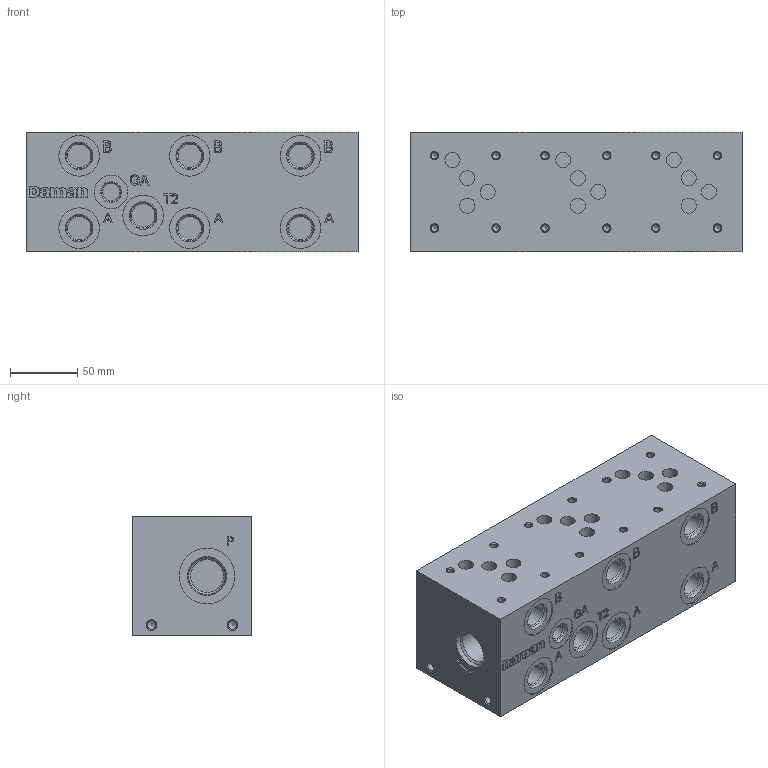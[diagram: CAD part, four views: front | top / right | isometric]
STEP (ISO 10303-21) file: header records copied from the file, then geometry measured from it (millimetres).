
FILE_DESCRIPTION( ( 'STEP AP214' ), ' ' );
FILE_NAME( 'AD05S033S_S.stp', '2018-07-08T22:37:52', ( '' ), ( '' ), ' ', 'PARTsolutions', ' ' );
FILE_SCHEMA( ( 'AUTOMOTIVE_DESIGN { 1 0 10303 214 1 1 1 1 }' ) );
Length unit declared in the file: inch
Products named in the file (1): _AD05S033S/S
Bounding box: 247.65 x 88.9 x 88.9 mm (x, y, z)
Volume: 1852732.8 mm3; surface area: 128420.8 mm2
Topology: 1 solids, 1 shells, 421 faces, 1013 edges, 658 vertices
Faces by surface type: plane 252, cylinder 113, cone 56
Full cylindrical faces by diameter (mm): 4.976 x12, 6.411 x4, 11.201 x12, 12.761 x1, 17.33 x7, 22.25 x1, 23.749 x1, 24.696 x2, 25.019 x1, 26.213 x1, 27.407 x1, 30.251 x7, 41.453 x1
Entity records: 14894 total; most frequent: DIRECTION 1992, CARTESIAN_POINT 1959, ORIENTED_EDGE 1768, EDGE_CURVE 884, AXIS2_PLACEMENT_3D 686, VERTEX_POINT 653, LINE 620, VECTOR 620
